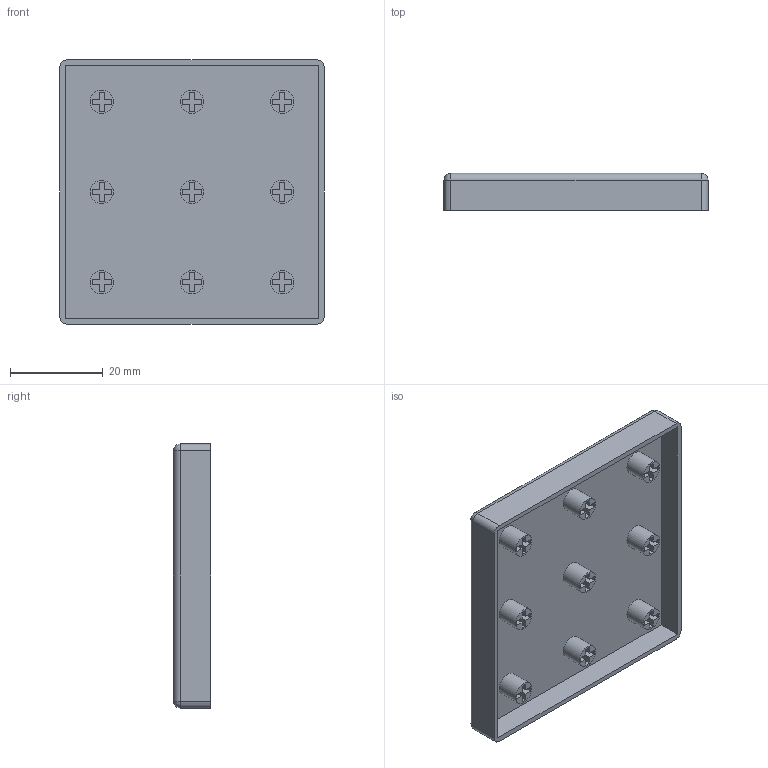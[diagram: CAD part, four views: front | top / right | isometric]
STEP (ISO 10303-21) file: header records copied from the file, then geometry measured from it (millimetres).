
FILE_DESCRIPTION(/* description */ (''),/* implementation_level */ '2;1');
FILE_NAME(/* name */ '3x3_Single_KeyCap.step',/* time_stamp */ '2026-02-23T17:12:31+05:00',/* author */ (''),/* organization */ (''),/* preprocessor_version */ 'ST-DEVELOPER v20.1',/* originating_system */ 'Autodesk Translation Framework v14.24.0.0',/* authorisation */ '');
FILE_SCHEMA (('AUTOMOTIVE_DESIGN { 1 0 10303 214 3 1 1 }'));
Products named in the file (1): 2026-02-22-14-04-22-606
Bounding box: 57.05 x 8 x 57.05 mm (x, y, z)
Volume: 11205.1 mm3; surface area: 11505.3 mm2
Topology: 1 solids, 1 shells, 1561 faces, 4470 edges, 2976 vertices
Faces by surface type: bspline 1266, plane 274, cylinder 17, sphere 4
Full cylindrical faces by diameter (mm): 5 x9
Entity records: 58654 total; most frequent: CARTESIAN_POINT 28278, ORIENTED_EDGE 8940, EDGE_CURVE 4470, VERTEX_POINT 2976, DIRECTION 2564, LINE 1904, VECTOR 1904, EDGE_LOOP 1626
